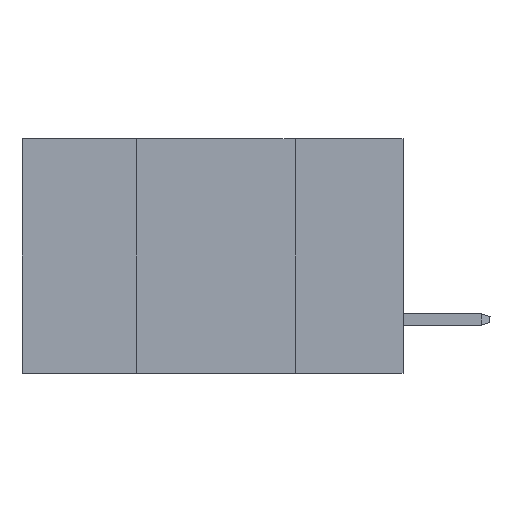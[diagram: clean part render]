
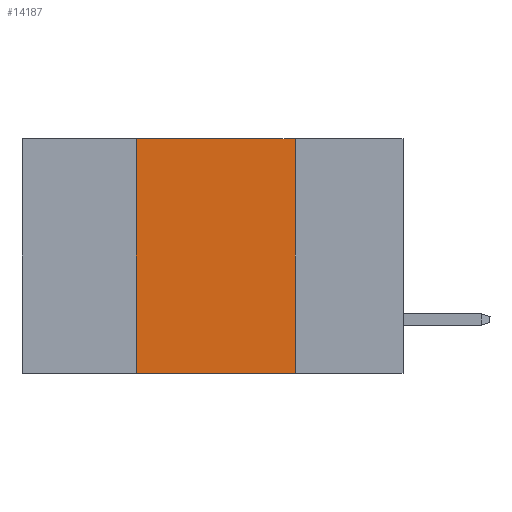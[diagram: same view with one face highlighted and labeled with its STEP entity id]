
A CAD part, left-side view. The second image highlights one B-rep face of the part: STEP entity #14187.
In plain terms, the highlighted planar face has unit normal (-1, 0, 0).
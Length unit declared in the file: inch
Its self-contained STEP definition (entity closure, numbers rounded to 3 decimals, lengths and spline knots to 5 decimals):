
#320 = DIRECTION ( 'NONE',  ( 0., 0., -1. ) ) ;
#832 = DIRECTION ( 'NONE',  ( 0., -1., 0. ) ) ;
#2344 = DIRECTION ( 'NONE',  ( 0., 0., 1. ) ) ;
#2590 = EDGE_CURVE ( 'NONE', #20108, #6553, #10423, .T. ) ;
#4020 = DIRECTION ( 'NONE',  ( 1., 0., 0. ) ) ;
#4341 = EDGE_LOOP ( 'NONE', ( #10968, #5935, #17489, #11864 ) ) ;
#4499 = VERTEX_POINT ( 'NONE', #12172 ) ;
#5167 = LINE ( 'NONE', #7168, #6856 ) ;
#5393 = FACE_OUTER_BOUND ( 'NONE', #4341, .T. ) ;
#5654 = CARTESIAN_POINT ( 'NONE',  ( 0., 0.6, 0. ) ) ;
#5800 = CARTESIAN_POINT ( 'NONE',  ( 0., 0.42, -0.37 ) ) ;
#5935 = ORIENTED_EDGE ( 'NONE', *, *, #17123, .F. ) ;
#6296 = VECTOR ( 'NONE', #832, 39.37008 ) ;
#6413 = CARTESIAN_POINT ( 'NONE',  ( 0., 0.17, 0. ) ) ;
#6553 = VERTEX_POINT ( 'NONE', #8594 ) ;
#6856 = VECTOR ( 'NONE', #2344, 39.37008 ) ;
#7168 = CARTESIAN_POINT ( 'NONE',  ( 0., 0.42, 0. ) ) ;
#8001 = LINE ( 'NONE', #6413, #13319 ) ;
#8594 = CARTESIAN_POINT ( 'NONE',  ( 0., 0.17, -0.37 ) ) ;
#10423 = LINE ( 'NONE', #12089, #11967 ) ;
#10968 = ORIENTED_EDGE ( 'NONE', *, *, #17053, .F. ) ;
#11183 = VERTEX_POINT ( 'NONE', #12154 ) ;
#11864 = ORIENTED_EDGE ( 'NONE', *, *, #2590, .T. ) ;
#11967 = VECTOR ( 'NONE', #13788, 39.37008 ) ;
#12089 = CARTESIAN_POINT ( 'NONE',  ( 0., 0.6, -0.37 ) ) ;
#12154 = CARTESIAN_POINT ( 'NONE',  ( 0., 0.17, 0. ) ) ;
#12172 = CARTESIAN_POINT ( 'NONE',  ( 0., 0.42, 0. ) ) ;
#12798 = DIRECTION ( 'NONE',  ( 0., 0., -1. ) ) ;
#13319 = VECTOR ( 'NONE', #12798, 39.37008 ) ;
#13788 = DIRECTION ( 'NONE',  ( 0., -1., 0. ) ) ;
#14187 = ADVANCED_FACE ( 'NONE', ( #5393 ), #14654, .F. ) ;
#14654 = PLANE ( 'NONE',  #16846 ) ;
#16756 = CARTESIAN_POINT ( 'NONE',  ( 0., 0.6, 0. ) ) ;
#16790 = EDGE_CURVE ( 'NONE', #20108, #4499, #5167, .T. ) ;
#16846 = AXIS2_PLACEMENT_3D ( 'NONE', #16756, #4020, #320 ) ;
#17053 = EDGE_CURVE ( 'NONE', #11183, #6553, #8001, .T. ) ;
#17123 = EDGE_CURVE ( 'NONE', #4499, #11183, #20006, .T. ) ;
#17489 = ORIENTED_EDGE ( 'NONE', *, *, #16790, .F. ) ;
#20006 = LINE ( 'NONE', #5654, #6296 ) ;
#20108 = VERTEX_POINT ( 'NONE', #5800 ) ;
